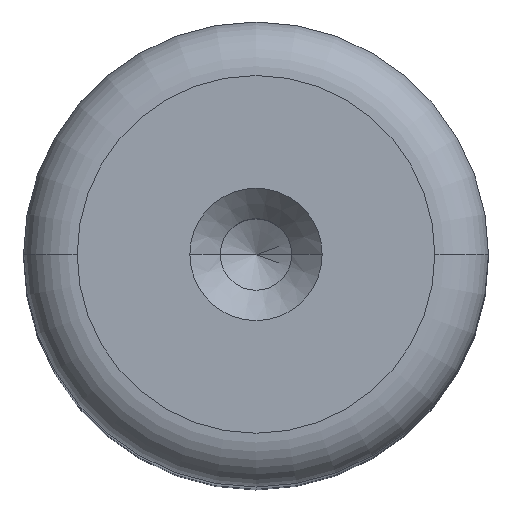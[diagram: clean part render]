
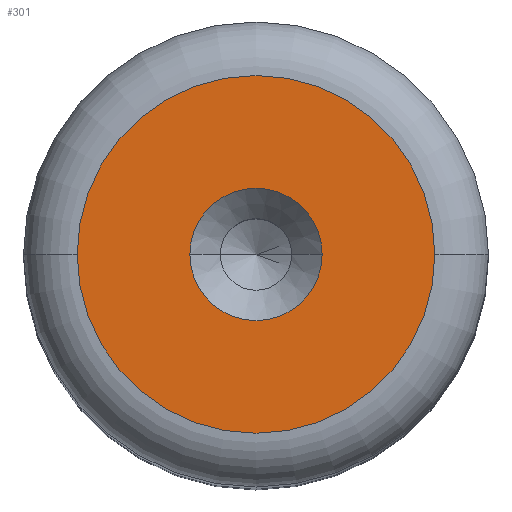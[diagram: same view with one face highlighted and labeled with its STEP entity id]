
A CAD part, top view. The second image highlights one B-rep face of the part: STEP entity #301.
In plain terms, the highlighted planar face has unit normal (0, 0, 1).
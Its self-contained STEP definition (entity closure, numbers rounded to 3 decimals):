
#131 = VERTEX_POINT ( 'NONE', #404 ) ;
#158 = CARTESIAN_POINT ( 'NONE',  ( 5., 0., 50. ) ) ;
#165 = AXIS2_PLACEMENT_3D ( 'NONE', #1019, #291, #1151 ) ;
#169 = CIRCLE ( 'NONE', #1519, 1.85 ) ;
#232 = PLANE ( 'NONE',  #1546 ) ;
#236 = EDGE_CURVE ( 'NONE', #645, #131, #563, .T. ) ;
#251 = CARTESIAN_POINT ( 'NONE',  ( 0., 0., 50. ) ) ;
#291 = DIRECTION ( 'NONE',  ( 0., 0., 1. ) ) ;
#301 = ADVANCED_FACE ( 'NONE', ( #1176, #532 ), #232, .T. ) ;
#369 = EDGE_CURVE ( 'NONE', #1356, #606, #169, .T. ) ;
#372 = DIRECTION ( 'NONE',  ( 1., 0., 0. ) ) ;
#397 = DIRECTION ( 'NONE',  ( 0., 0., 1. ) ) ;
#404 = CARTESIAN_POINT ( 'NONE',  ( -5., 0., 50. ) ) ;
#479 = CARTESIAN_POINT ( 'NONE',  ( 0., 0., 50. ) ) ;
#532 = FACE_OUTER_BOUND ( 'NONE', #1090, .T. ) ;
#563 = CIRCLE ( 'NONE', #1158, 5. ) ;
#600 = CARTESIAN_POINT ( 'NONE',  ( 1.85, 0., 50. ) ) ;
#606 = VERTEX_POINT ( 'NONE', #1121 ) ;
#639 = EDGE_CURVE ( 'NONE', #606, #1356, #870, .T. ) ;
#645 = VERTEX_POINT ( 'NONE', #158 ) ;
#707 = DIRECTION ( 'NONE',  ( 0., 0., 1. ) ) ;
#717 = DIRECTION ( 'NONE',  ( 1., 0., 0. ) ) ;
#756 = EDGE_CURVE ( 'NONE', #131, #645, #796, .T. ) ;
#796 = CIRCLE ( 'NONE', #165, 5. ) ;
#870 = CIRCLE ( 'NONE', #922, 1.85 ) ;
#922 = AXIS2_PLACEMENT_3D ( 'NONE', #1134, #397, #1250 ) ;
#927 = EDGE_LOOP ( 'NONE', ( #1557, #973 ) ) ;
#973 = ORIENTED_EDGE ( 'NONE', *, *, #639, .F. ) ;
#1019 = CARTESIAN_POINT ( 'NONE',  ( 0., 0., 50. ) ) ;
#1090 = EDGE_LOOP ( 'NONE', ( #1110, #1245 ) ) ;
#1108 = DIRECTION ( 'NONE',  ( 0., 0., 1. ) ) ;
#1110 = ORIENTED_EDGE ( 'NONE', *, *, #236, .T. ) ;
#1121 = CARTESIAN_POINT ( 'NONE',  ( -1.85, 0., 50. ) ) ;
#1134 = CARTESIAN_POINT ( 'NONE',  ( 0., 0., 50. ) ) ;
#1151 = DIRECTION ( 'NONE',  ( 1., 0., 0. ) ) ;
#1158 = AXIS2_PLACEMENT_3D ( 'NONE', #1432, #707, #1555 ) ;
#1176 = FACE_BOUND ( 'NONE', #927, .T. ) ;
#1245 = ORIENTED_EDGE ( 'NONE', *, *, #756, .T. ) ;
#1250 = DIRECTION ( 'NONE',  ( 1., 0., 0. ) ) ;
#1356 = VERTEX_POINT ( 'NONE', #600 ) ;
#1432 = CARTESIAN_POINT ( 'NONE',  ( 0., 0., 50. ) ) ;
#1444 = DIRECTION ( 'NONE',  ( 0., 0., 1. ) ) ;
#1519 = AXIS2_PLACEMENT_3D ( 'NONE', #251, #1108, #372 ) ;
#1546 = AXIS2_PLACEMENT_3D ( 'NONE', #479, #1444, #717 ) ;
#1555 = DIRECTION ( 'NONE',  ( 1., 0., 0. ) ) ;
#1557 = ORIENTED_EDGE ( 'NONE', *, *, #369, .F. ) ;
